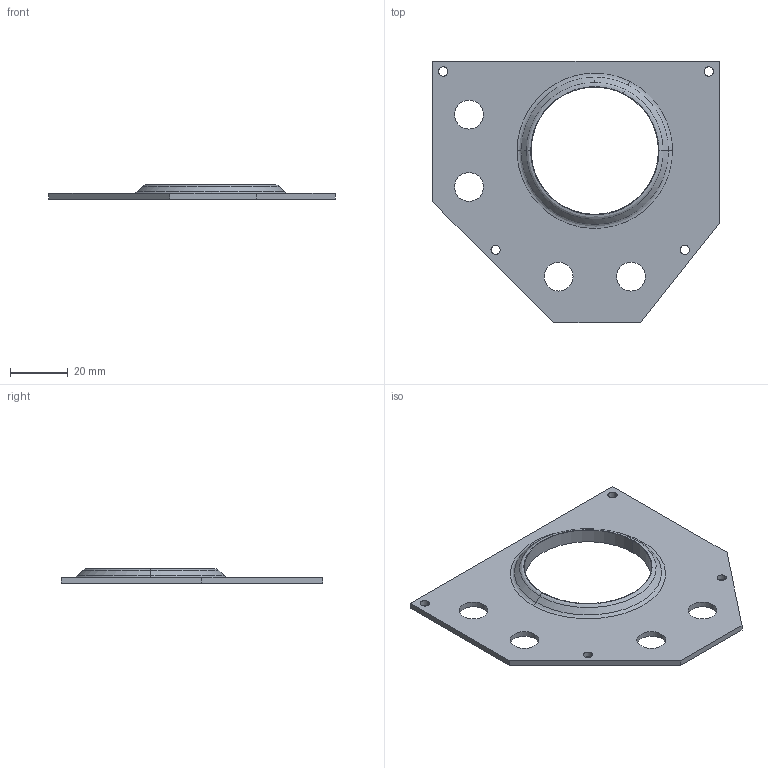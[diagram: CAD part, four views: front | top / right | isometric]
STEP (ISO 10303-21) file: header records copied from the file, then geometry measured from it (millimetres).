
FILE_DESCRIPTION (( 'STEP AP214' ), '1' );
FILE_NAME ('Part3.STEP', '2025-03-04T02:43:01', ( '' ), ( '' ), 'SwSTEP 2.0', 'SolidWorks 2024', '' );
FILE_SCHEMA (( 'AUTOMOTIVE_DESIGN' ));
Length unit declared in the file: millimetre
Products named in the file (1): Part3
Bounding box: 99 x 90.5 x 5 mm (x, y, z)
Volume: 12602.5 mm3; surface area: 13361.5 mm2
Topology: 1 solids, 1 shells, 37 faces, 97 edges, 62 vertices
Faces by surface type: cylinder 18, plane 9, bspline 6, cone 4
Entity records: 1626 total; most frequent: CARTESIAN_POINT 686, ORIENTED_EDGE 192, DIRECTION 181, EDGE_CURVE 96, AXIS2_PLACEMENT_3D 72, VERTEX_POINT 62, EDGE_LOOP 56, CIRCLE 40
